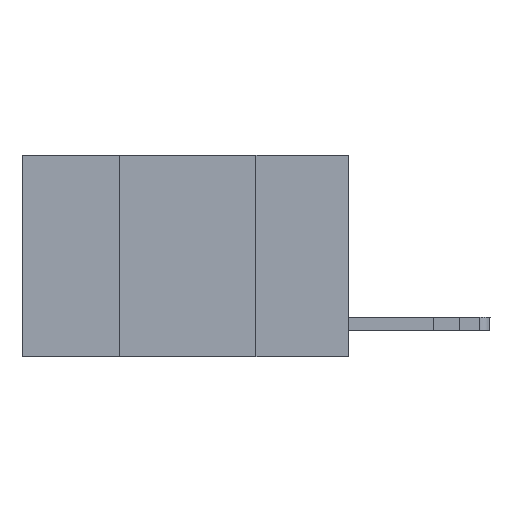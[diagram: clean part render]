
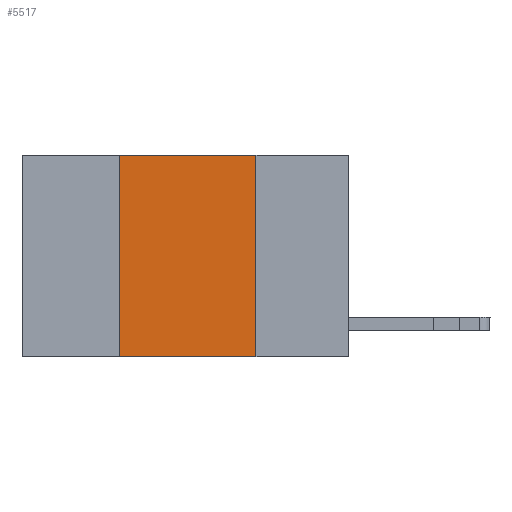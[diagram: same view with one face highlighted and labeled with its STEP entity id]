
A CAD part, left-side view. The second image highlights one B-rep face of the part: STEP entity #5517.
In plain terms, the highlighted planar face has unit normal (-1, 0, 0).
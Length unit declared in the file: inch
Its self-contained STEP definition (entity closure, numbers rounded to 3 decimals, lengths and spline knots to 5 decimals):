
#75 = DIRECTION ( 'NONE',  ( 0., -1., 0. ) ) ;
#85 = VECTOR ( 'NONE', #11249, 39.37008 ) ;
#344 = CARTESIAN_POINT ( 'NONE',  ( 0., 0.42, -0.37 ) ) ;
#450 = CARTESIAN_POINT ( 'NONE',  ( 0., 0.17, 0. ) ) ;
#749 = VECTOR ( 'NONE', #13851, 39.37008 ) ;
#905 = VERTEX_POINT ( 'NONE', #11222 ) ;
#1988 = DIRECTION ( 'NONE',  ( 0., 0., -1. ) ) ;
#2015 = VERTEX_POINT ( 'NONE', #15287 ) ;
#2293 = CARTESIAN_POINT ( 'NONE',  ( 0., 0.6, 0. ) ) ;
#3656 = PLANE ( 'NONE',  #10757 ) ;
#4607 = EDGE_CURVE ( 'NONE', #2015, #905, #13689, .T. ) ;
#4645 = LINE ( 'NONE', #2293, #85 ) ;
#5517 = ADVANCED_FACE ( 'NONE', ( #9636 ), #3656, .F. ) ;
#5575 = LINE ( 'NONE', #7661, #17097 ) ;
#7661 = CARTESIAN_POINT ( 'NONE',  ( 0., 0.6, -0.37 ) ) ;
#7850 = ORIENTED_EDGE ( 'NONE', *, *, #4607, .F. ) ;
#7873 = ORIENTED_EDGE ( 'NONE', *, *, #18663, .F. ) ;
#8191 = DIRECTION ( 'NONE',  ( 0., 0., -1. ) ) ;
#8329 = LINE ( 'NONE', #12340, #749 ) ;
#9615 = CARTESIAN_POINT ( 'NONE',  ( 0., 0.6, 0. ) ) ;
#9636 = FACE_OUTER_BOUND ( 'NONE', #16817, .T. ) ;
#9667 = VECTOR ( 'NONE', #1988, 39.37008 ) ;
#10037 = ORIENTED_EDGE ( 'NONE', *, *, #17935, .T. ) ;
#10549 = VERTEX_POINT ( 'NONE', #344 ) ;
#10757 = AXIS2_PLACEMENT_3D ( 'NONE', #9615, #17229, #8191 ) ;
#11222 = CARTESIAN_POINT ( 'NONE',  ( 0., 0.17, -0.37 ) ) ;
#11249 = DIRECTION ( 'NONE',  ( 0., -1., 0. ) ) ;
#12340 = CARTESIAN_POINT ( 'NONE',  ( 0., 0.42, 0. ) ) ;
#12480 = VERTEX_POINT ( 'NONE', #19302 ) ;
#13316 = ORIENTED_EDGE ( 'NONE', *, *, #16495, .F. ) ;
#13689 = LINE ( 'NONE', #450, #9667 ) ;
#13851 = DIRECTION ( 'NONE',  ( 0., 0., 1. ) ) ;
#15287 = CARTESIAN_POINT ( 'NONE',  ( 0., 0.17, 0. ) ) ;
#16495 = EDGE_CURVE ( 'NONE', #12480, #2015, #4645, .T. ) ;
#16817 = EDGE_LOOP ( 'NONE', ( #7850, #13316, #7873, #10037 ) ) ;
#17097 = VECTOR ( 'NONE', #75, 39.37008 ) ;
#17229 = DIRECTION ( 'NONE',  ( 1., 0., 0. ) ) ;
#17935 = EDGE_CURVE ( 'NONE', #10549, #905, #5575, .T. ) ;
#18663 = EDGE_CURVE ( 'NONE', #10549, #12480, #8329, .T. ) ;
#19302 = CARTESIAN_POINT ( 'NONE',  ( 0., 0.42, 0. ) ) ;
